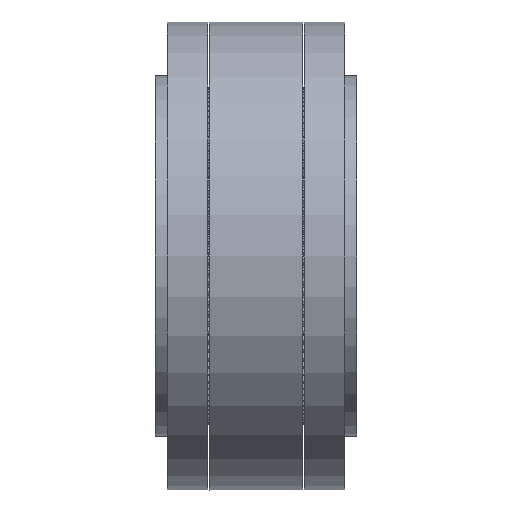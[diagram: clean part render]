
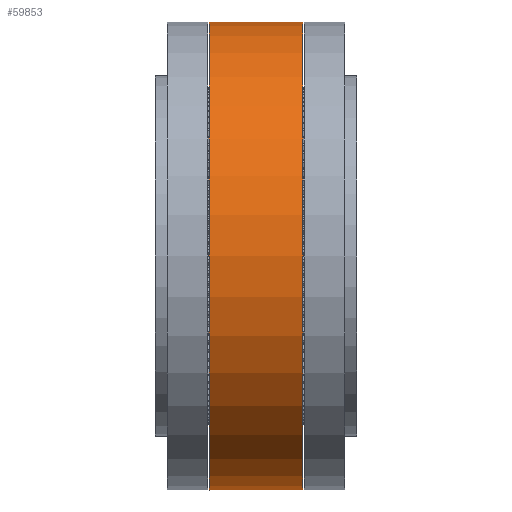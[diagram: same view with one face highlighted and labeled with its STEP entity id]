
A CAD part, front view. The second image highlights one B-rep face of the part: STEP entity #59853.
In plain terms, the highlighted cylindrical face has radius 35 mm (diameter 70 mm), a partial arc.
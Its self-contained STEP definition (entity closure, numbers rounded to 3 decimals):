
#1147 = CARTESIAN_POINT ( 'NONE',  ( -14.985, 0., 0. ) ) ;
#4898 = CIRCLE ( 'NONE', #29130, 35. ) ;
#7355 = DIRECTION ( 'NONE',  ( 0., 0., 1. ) ) ;
#7617 = LINE ( 'NONE', #29568, #36463 ) ;
#8207 = VERTEX_POINT ( 'NONE', #36527 ) ;
#9148 = DIRECTION ( 'NONE',  ( -1., 0., 0. ) ) ;
#16323 = FACE_OUTER_BOUND ( 'NONE', #57489, .T. ) ;
#18622 = VERTEX_POINT ( 'NONE', #51125 ) ;
#19044 = CARTESIAN_POINT ( 'NONE',  ( -14.985, 0., 35. ) ) ;
#20370 = EDGE_CURVE ( 'NONE', #34531, #38495, #4898, .T. ) ;
#21188 = EDGE_CURVE ( 'NONE', #8207, #18622, #61746, .T. ) ;
#21566 = CYLINDRICAL_SURFACE ( 'NONE', #41196, 35. ) ;
#23758 = CARTESIAN_POINT ( 'NONE',  ( -0.985, 0., 0. ) ) ;
#26207 = DIRECTION ( 'NONE',  ( -1., 0., 0. ) ) ;
#26636 = CARTESIAN_POINT ( 'NONE',  ( -884.47, 0., 0. ) ) ;
#29130 = AXIS2_PLACEMENT_3D ( 'NONE', #1147, #34474, #39978 ) ;
#29568 = CARTESIAN_POINT ( 'NONE',  ( -884.47, 0., -35. ) ) ;
#30303 = DIRECTION ( 'NONE',  ( -1., 0., 0. ) ) ;
#33660 = EDGE_CURVE ( 'NONE', #8207, #34531, #7617, .T. ) ;
#34474 = DIRECTION ( 'NONE',  ( -1., 0., 0. ) ) ;
#34531 = VERTEX_POINT ( 'NONE', #34910 ) ;
#34584 = CARTESIAN_POINT ( 'NONE',  ( -884.47, 0., 35. ) ) ;
#34910 = CARTESIAN_POINT ( 'NONE',  ( -14.985, 0., -35. ) ) ;
#35098 = DIRECTION ( 'NONE',  ( -1., 0., 0. ) ) ;
#36159 = AXIS2_PLACEMENT_3D ( 'NONE', #23758, #9148, #57783 ) ;
#36463 = VECTOR ( 'NONE', #35098, 1000. ) ;
#36527 = CARTESIAN_POINT ( 'NONE',  ( -0.985, 0., -35. ) ) ;
#38495 = VERTEX_POINT ( 'NONE', #19044 ) ;
#39978 = DIRECTION ( 'NONE',  ( 0., 0., 1. ) ) ;
#40075 = EDGE_CURVE ( 'NONE', #18622, #38495, #52497, .T. ) ;
#41196 = AXIS2_PLACEMENT_3D ( 'NONE', #26636, #26207, #7355 ) ;
#44866 = ORIENTED_EDGE ( 'NONE', *, *, #33660, .F. ) ;
#45404 = ORIENTED_EDGE ( 'NONE', *, *, #40075, .T. ) ;
#48754 = ORIENTED_EDGE ( 'NONE', *, *, #20370, .F. ) ;
#49416 = ORIENTED_EDGE ( 'NONE', *, *, #21188, .T. ) ;
#50962 = VECTOR ( 'NONE', #30303, 1000. ) ;
#51125 = CARTESIAN_POINT ( 'NONE',  ( -0.985, 0., 35. ) ) ;
#52497 = LINE ( 'NONE', #34584, #50962 ) ;
#57489 = EDGE_LOOP ( 'NONE', ( #44866, #49416, #45404, #48754 ) ) ;
#57783 = DIRECTION ( 'NONE',  ( 0., 0., 1. ) ) ;
#59853 = ADVANCED_FACE ( 'NONE', ( #16323 ), #21566, .T. ) ;
#61746 = CIRCLE ( 'NONE', #36159, 35. ) ;
